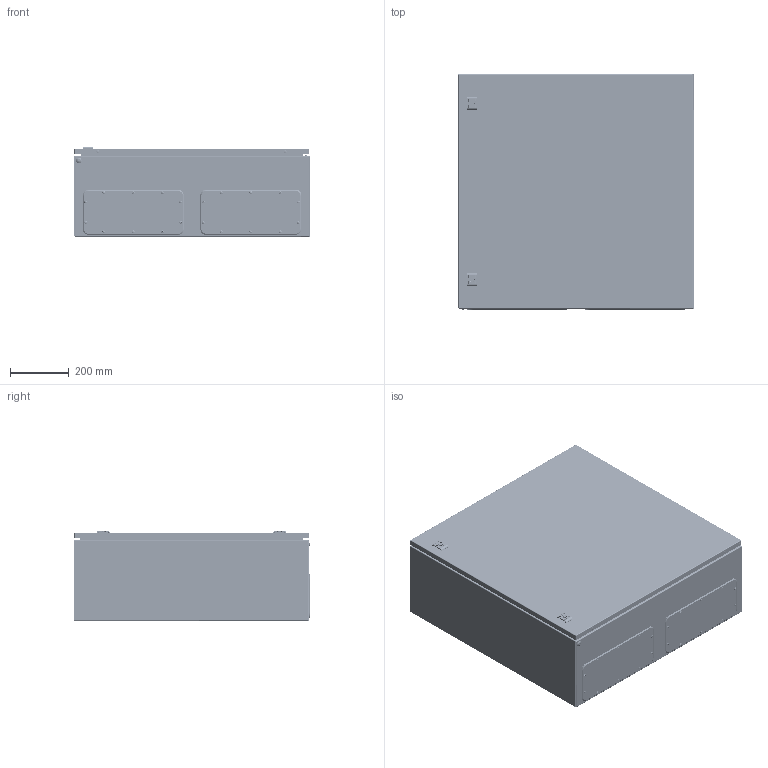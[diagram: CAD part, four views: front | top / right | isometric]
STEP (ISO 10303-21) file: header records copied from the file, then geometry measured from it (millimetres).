
FILE_DESCRIPTION (( 'STEP AP203' ), '1' );
FILE_NAME ('800x800x300.STEP', '2014-10-17T14:57:00', ( '' ), ( '' ), 'SwSTEP 2.0', 'SolidWorks 2014', '' );
FILE_SCHEMA (( 'CONFIG_CONTROL_DESIGN' ));
Length unit declared in the file: millimetre
Products named in the file (34): AC00C348; Plate M4; End-cup AC00C383; Mounting plates ST 1.8mm BD=3.20 REV.1 2_800å800; Sealant AC00356; Countersunk Flat Head Cross Recess Screw_DIN_ISO 7046-1 - M4 x 8 - Z --- 8S; End-cup AC00C317; Hex Flange Nut_AM_B18.2.2.4M - Hex flange nut, M6 x 1 --N; Corpi_Scatola new_Corpo_0800x0800x300; Handle small door; Subassieme_Corpo_e_Fondo_SubAssCorpo_Fondo_0800x0800x300; AC00C316_AC00C316; Remote hub; Cerniera_CE; MOLLA AC00C344_AC00C344; Dead door ST_800x800; Flange ST_CB01C279; 800x800x300; Fondi 2_Fondo_0800x0800; End-cup AC00C112; BASETTA ESTERNA PER BOX AC00C503_AC00C503; Sealant for flange 2_‘‚01‘279; land; CERNIERA SALDATA; Inserto a doppio pettine AC00C443_AC00C343; Oval Head Sheet Metal Screw_DIN_12222; sealant for door CE_800x800; Linguetta CE_handle CE; SubAssem_Flange_SubAssem_Flange_CB01C279; SubAssem door ST_0800å0800 CB02C391; Hex Flange Bolt Small_ISO_ISO 4162 - M6 x 12 x 12-S; land Ì6õ20; end-cap_AC00C061; Perno AC00C401_AC00C401
Assembly tree (80 placements, depth 4):
  800x800x300
    Subassieme_Corpo_e_Fondo_SubAssCorpo_Fondo_0800x0800x300
      Corpi_Scatola new_Corpo_0800x0800x300
      Cerniera_CE  x2
      Fondi 2_Fondo_0800x0800
      land  x4
      end-cap_AC00C061  x2
      End-cup AC00C383  x2
      End-cup AC00C317  x4
      AC00C316_AC00C316
      SubAssem_Flange_SubAssem_Flange_CB01C279  x2
        Flange ST_CB01C279
        Sealant for flange 2_‘‚01‘279
        Oval Head Sheet Metal Screw_DIN_12222
      land Ì6õ20  x4
      Plate M4  x2
      Countersunk Flat Head Cross Recess Screw_DIN_ISO 7046-1 - M4 x 8 - Z --- 8S  x4
    SubAssem door ST_0800å0800 CB02C391
      Dead door ST_800x800
      Handle small door  x2
        BASETTA ESTERNA PER BOX AC00C503_AC00C503
        Inserto a doppio pettine AC00C443_AC00C343
        Linguetta CE_handle CE
        Hex Flange Bolt Small_ISO_ISO 4162 - M6 x 12 x 12-S
        AC00C348
        Sealant AC00356
      MOLLA AC00C344_AC00C344  x2
      End-cup AC00C112  x4
      CERNIERA SALDATA  x2
      land  x4
      end-cap_AC00C061  x4
      sealant for door CE_800x800
    Perno AC00C401_AC00C401  x2
    Mounting plates ST 1.8mm BD=3.20 REV.1 2_800å800
    Hex Flange Nut_AM_B18.2.2.4M - Hex flange nut, M6 x 1 --N  x4
    Remote hub  x4
Bounding box: 800.37 x 805.03 x 308.03 mm (x, y, z)
Volume: 4516926.6 mm3; surface area: 6185640.5 mm2
Topology: 104 solids, 104 shells, 11294 faces, 30548 edges, 19846 vertices
Faces by surface type: bspline 4514, plane 3165, cylinder 2303, cone 982, torus 272, sphere 58
Entity records: 397301 total; most frequent: CARTESIAN_POINT 298194, ORIENTED_EDGE 21860, DIRECTION 16136, EDGE_CURVE 10930, VERTEX_POINT 7082, LINE 5942, VECTOR 5942, AXIS2_PLACEMENT_3D 5097
